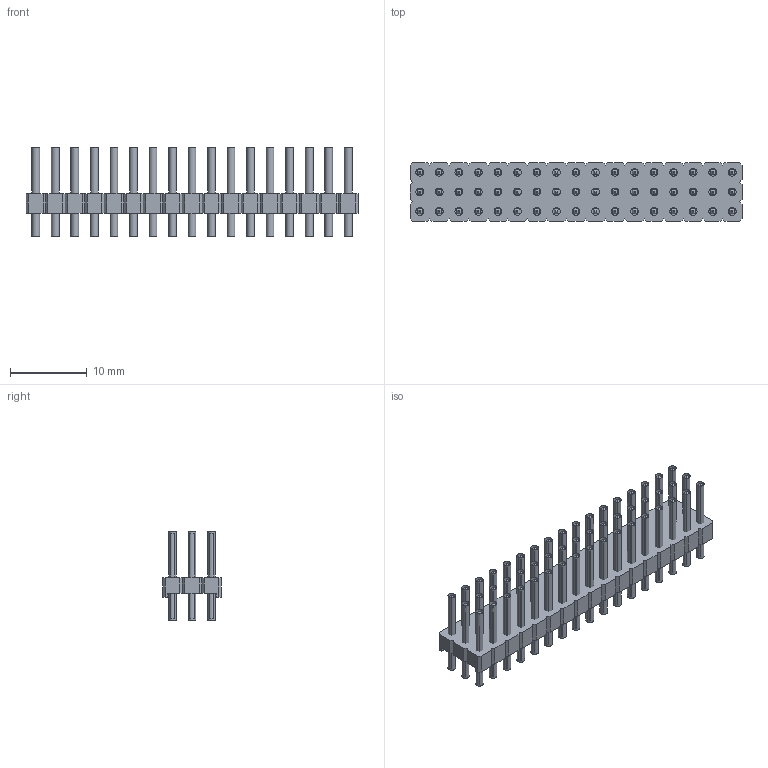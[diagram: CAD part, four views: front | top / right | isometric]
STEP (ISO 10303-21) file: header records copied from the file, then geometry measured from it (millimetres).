
FILE_DESCRIPTION(/* description */ ('-'),/* implementation_level */ '2;1');
FILE_NAME(/* name */ 'Stiftleiste, RM 2,54 mm - 6-3 mm, gerade - 3 x 17 - schwarz',/* time_stamp */ '2022-04-18T17:46:50+02:00',/* author */ ('c.wilms'),/* organization */ ('-'),/* preprocessor_version */ 'ST-DEVELOPER v16.7',/* originating_system */ 'Solid Edge',/* authorisation */ 'Unknown');
FILE_SCHEMA (('AP203_CONFIGURATION_CONTROLLED_3D_DESIGN_OF_MECHANICAL_PARTS_AND_ASSEMBLIES_MIM_LF { 1 0 10303 203 3 1 4 }','TECHNICAL_DATA_PACKAGING','AUTOMOTIVE_DESIGN {1 0 10303 214 3 1 1}'));
Length unit declared in the file: millimetre
Products named in the file (3): Stiftleiste, RM 2,54 mm - 6-3 mm, gerade - 3 x 17 - schwarz; Stiftleiste, RM 2,54 mm - Stift -  6-3 mm, gerade; Stiftleiste, RM 2,54 mm - Träger - 3 x 17 - schwarz
Assembly tree (52 placements, depth 2):
  Stiftleiste, RM 2,54 mm - 6-3 mm, gerade - 3 x 17 - schwarz
    Stiftleiste, RM 2,54 mm - Stift -  6-3 mm, gerade  x51
    Stiftleiste, RM 2,54 mm - Träger - 3 x 17 - schwarz
Bounding box: 43.18 x 7.62 x 11.54 mm (x, y, z)
Volume: 880.6 mm3; surface area: 4483 mm2
Topology: 52 solids, 103 shells, 1499 faces, 4185 edges, 2790 vertices
Faces by surface type: plane 1040, cylinder 459
Full cylindrical faces by diameter (mm): 1 x51
Entity records: 19140 total; most frequent: CARTESIAN_POINT 3326, ORIENTED_EDGE 3266, DIRECTION 3264, EDGE_CURVE 1634, LINE 1208, VECTOR 1208, VERTEX_POINT 1090, AXIS2_PLACEMENT_3D 1028
